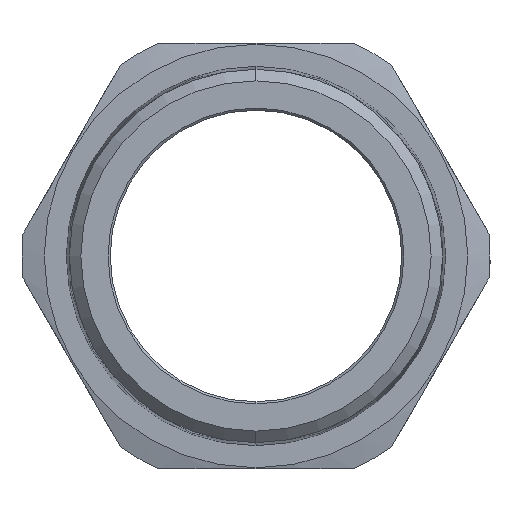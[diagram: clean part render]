
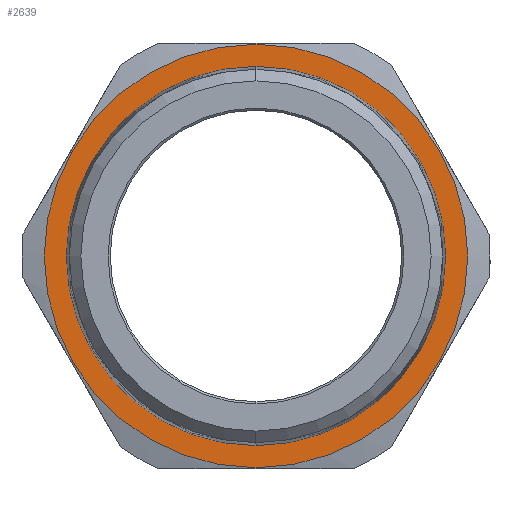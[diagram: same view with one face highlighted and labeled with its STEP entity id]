
A CAD part, left-side view. The second image highlights one B-rep face of the part: STEP entity #2639.
In plain terms, the highlighted planar face has unit normal (-1, 0, 0).
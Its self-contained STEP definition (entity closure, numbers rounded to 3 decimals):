
#15 = CIRCLE ( 'NONE', #2339, 49.75 ) ;
#17 = CARTESIAN_POINT ( 'NONE',  ( 41.8, 0., 44.55 ) ) ;
#85 = ORIENTED_EDGE ( 'NONE', *, *, #4414, .F. ) ;
#236 = CARTESIAN_POINT ( 'NONE',  ( 41.8, 0., -44.55 ) ) ;
#416 = DIRECTION ( 'NONE',  ( 0., 0., 1. ) ) ;
#444 = DIRECTION ( 'NONE',  ( 0., 0., 1. ) ) ;
#464 = VERTEX_POINT ( 'NONE', #1657 ) ;
#471 = CARTESIAN_POINT ( 'NONE',  ( 41.8, 0., -44.55 ) ) ;
#643 = VERTEX_POINT ( 'NONE', #17 ) ;
#695 = AXIS2_PLACEMENT_3D ( 'NONE', #3564, #3224, #3550 ) ;
#729 = CIRCLE ( 'NONE', #1640, 44.55 ) ;
#840 = DIRECTION ( 'NONE',  ( -1., 0., 0. ) ) ;
#1019 = CIRCLE ( 'NONE', #3294, 49.75 ) ;
#1029 = CARTESIAN_POINT ( 'NONE',  ( 41.8, 0., 49.75 ) ) ;
#1225 = FACE_BOUND ( 'NONE', #4145, .T. ) ;
#1352 = DIRECTION ( 'NONE',  ( -1., 0., 0. ) ) ;
#1364 = DIRECTION ( 'NONE',  ( 0., 0., 1. ) ) ;
#1432 = EDGE_CURVE ( 'NONE', #464, #4369, #15, .T. ) ;
#1640 = AXIS2_PLACEMENT_3D ( 'NONE', #4144, #1352, #1364 ) ;
#1657 = CARTESIAN_POINT ( 'NONE',  ( 41.8, 0., -49.75 ) ) ;
#1708 = AXIS2_PLACEMENT_3D ( 'NONE', #471, #840, #2999 ) ;
#1712 = VERTEX_POINT ( 'NONE', #236 ) ;
#1968 = ORIENTED_EDGE ( 'NONE', *, *, #4162, .F. ) ;
#2115 = FACE_OUTER_BOUND ( 'NONE', #3666, .T. ) ;
#2234 = EDGE_CURVE ( 'NONE', #4369, #464, #1019, .T. ) ;
#2249 = ORIENTED_EDGE ( 'NONE', *, *, #2234, .T. ) ;
#2339 = AXIS2_PLACEMENT_3D ( 'NONE', #2510, #2536, #444 ) ;
#2510 = CARTESIAN_POINT ( 'NONE',  ( 41.8, 0., 0. ) ) ;
#2536 = DIRECTION ( 'NONE',  ( -1., 0., 0. ) ) ;
#2639 = ADVANCED_FACE ( 'NONE', ( #2115, #1225 ), #3080, .T. ) ;
#2833 = CARTESIAN_POINT ( 'NONE',  ( 41.8, 0., 0. ) ) ;
#2910 = ORIENTED_EDGE ( 'NONE', *, *, #1432, .T. ) ;
#2999 = DIRECTION ( 'NONE',  ( 0., 0., 1. ) ) ;
#3080 = PLANE ( 'NONE',  #1708 ) ;
#3224 = DIRECTION ( 'NONE',  ( -1., 0., 0. ) ) ;
#3294 = AXIS2_PLACEMENT_3D ( 'NONE', #2833, #3869, #416 ) ;
#3550 = DIRECTION ( 'NONE',  ( 0., 0., 1. ) ) ;
#3564 = CARTESIAN_POINT ( 'NONE',  ( 41.8, 0., 0. ) ) ;
#3666 = EDGE_LOOP ( 'NONE', ( #2910, #2249 ) ) ;
#3869 = DIRECTION ( 'NONE',  ( -1., 0., 0. ) ) ;
#4144 = CARTESIAN_POINT ( 'NONE',  ( 41.8, 0., 0. ) ) ;
#4145 = EDGE_LOOP ( 'NONE', ( #85, #1968 ) ) ;
#4162 = EDGE_CURVE ( 'NONE', #1712, #643, #4464, .T. ) ;
#4369 = VERTEX_POINT ( 'NONE', #1029 ) ;
#4414 = EDGE_CURVE ( 'NONE', #643, #1712, #729, .T. ) ;
#4464 = CIRCLE ( 'NONE', #695, 44.55 ) ;
